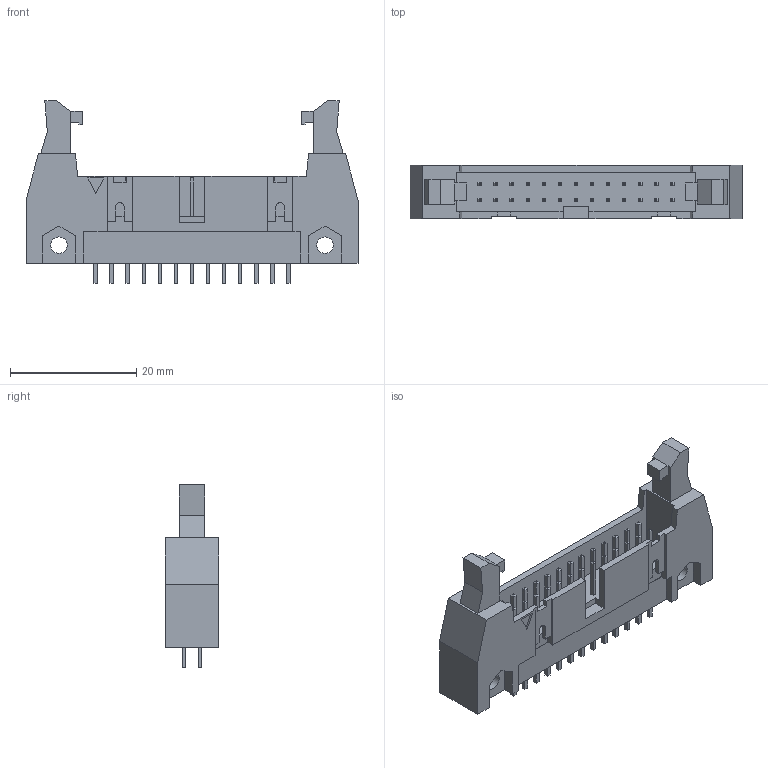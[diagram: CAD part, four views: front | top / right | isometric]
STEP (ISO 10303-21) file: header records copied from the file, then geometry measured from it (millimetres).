
FILE_DESCRIPTION((' '),'2;1');
FILE_NAME( '09185266904.stp', '2022-09-02T09:18:52', (' '), ('--- Datakit www.datakit.com---'), ' Datakit CrossCadWare V2022.3 Jun 15 2022', 'DATAKIT 2022 (c)', ' ');
FILE_SCHEMA(('AP242_MANAGED_MODEL_BASED_3D_ENGINEERING_MIM_LF { 1 0 10303 442 1 1 4 }'));
Length unit declared in the file: millimetre
Products named in the file (1): 09185266904
Bounding box: 52.6 x 8.5 x 28.95 mm (x, y, z)
Volume: 4562.8 mm3; surface area: 4407.3 mm2
Topology: 1 solids, 1 shells, 474 faces, 1145 edges, 726 vertices
Faces by surface type: plane 468, cylinder 6
Full cylindrical faces by diameter (mm): 2.6 x4
Entity records: 13911 total; most frequent: CARTESIAN_POINT 2342, ORIENTED_EDGE 2282, DIRECTION 2103, EDGE_CURVE 1141, VECTOR 1129, LINE 1129, VERTEX_POINT 726, EDGE_LOOP 539
